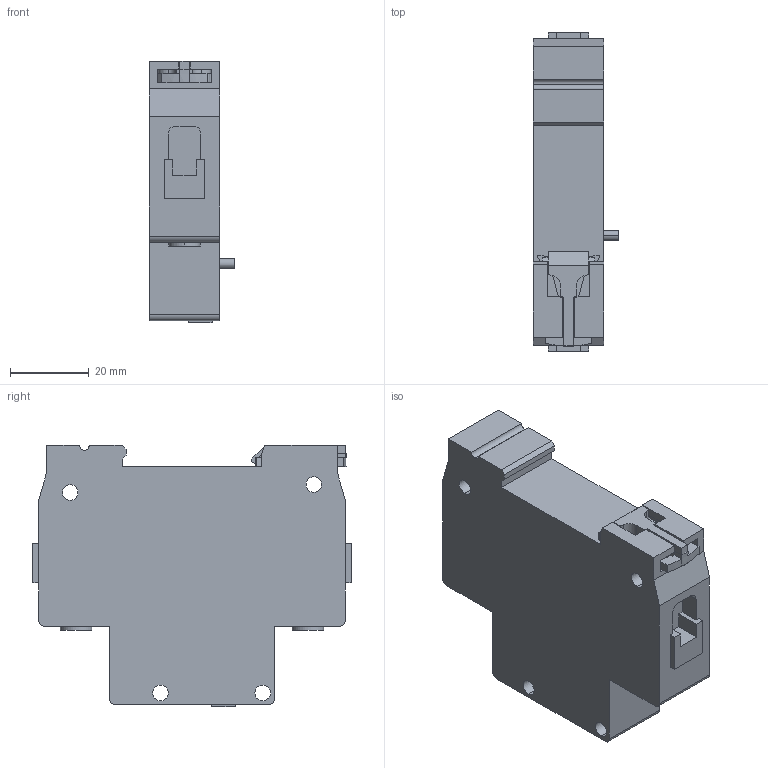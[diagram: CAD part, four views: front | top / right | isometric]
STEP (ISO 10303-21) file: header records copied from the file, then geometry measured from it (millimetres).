
FILE_DESCRIPTION (( 'STEP AP203' ), '1' );
FILE_NAME ('Ðàñöåïèòåëü íåçàâèñèìûé ÐÍ-47 EKF Basic.STEP', '2016-11-25T12:08:29', ( '' ), ( '' ), 'SwSTEP 2.0', 'SolidWorks 2014', '' );
FILE_SCHEMA (( 'CONFIG_CONTROL_DESIGN' ));
Length unit declared in the file: millimetre
Products named in the file (5): Ðàñöåïèòåëü íåçàâèñèìûé ÐÍ-47 EKF Basic; 櫻蠉錪1; 櫻蠉錪2; øëÿïêà âèíòà(00)
Assembly tree (5 placements, depth 2):
  Ðàñöåïèòåëü íåçàâèñèìûé ÐÍ-47 EKF Basic
    Ðàñöåïèòåëü íåçàâèñèìûé ÐÍ-47 EKF Basic
    櫻蠉錪1
    櫻蠉錪2
    øëÿïêà âèíòà(00)  x2
Bounding box: 21.8 x 81 x 66.5 mm (x, y, z)
Volume: 73147.9 mm3; surface area: 17802.8 mm2
Topology: 6 solids, 6 shells, 234 faces, 633 edges, 422 vertices
Faces by surface type: plane 183, cylinder 51
Entity records: 7390 total; most frequent: CARTESIAN_POINT 1211, ORIENTED_EDGE 1182, DIRECTION 1149, EDGE_CURVE 591, LINE 485, VECTOR 485, VERTEX_POINT 394, AXIS2_PLACEMENT_3D 332
